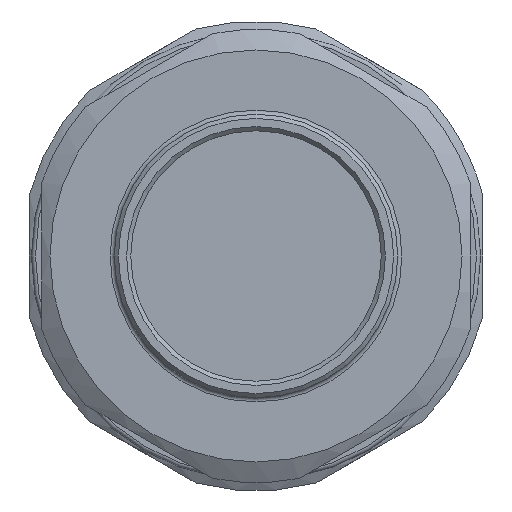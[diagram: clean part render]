
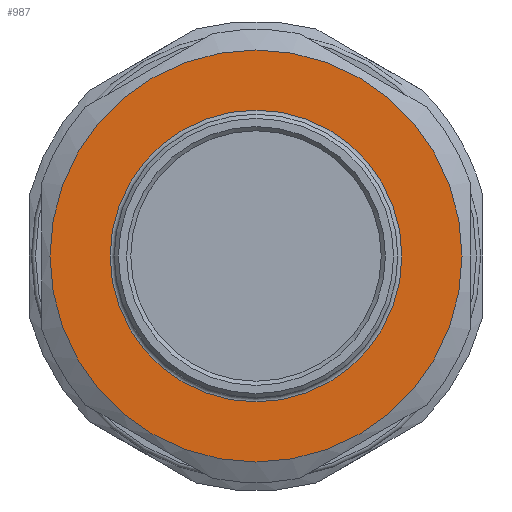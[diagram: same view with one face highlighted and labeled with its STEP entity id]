
A CAD part, front view. The second image highlights one B-rep face of the part: STEP entity #987.
In plain terms, the highlighted planar face has unit normal (0, -1, 0).
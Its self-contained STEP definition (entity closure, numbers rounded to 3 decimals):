
#53=FACE_BOUND('',#181,.T.);
#74=PLANE('',#1111);
#119=FACE_OUTER_BOUND('',#180,.T.);
#180=EDGE_LOOP('',(#764));
#181=EDGE_LOOP('',(#765));
#257=CIRCLE('',#1105,25.);
#263=CIRCLE('',#1112,17.7);
#420=VERTEX_POINT('',#1901);
#430=VERTEX_POINT('',#1934);
#540=EDGE_CURVE('',#420,#420,#257,.T.);
#551=EDGE_CURVE('',#430,#430,#263,.T.);
#764=ORIENTED_EDGE('',*,*,#540,.F.);
#765=ORIENTED_EDGE('',*,*,#551,.T.);
#987=ADVANCED_FACE('',(#119,#53),#74,.T.);
#1105=AXIS2_PLACEMENT_3D('',#1903,#1322,#1323);
#1111=AXIS2_PLACEMENT_3D('',#1933,#1334,#1335);
#1112=AXIS2_PLACEMENT_3D('',#1935,#1336,#1337);
#1322=DIRECTION('center_axis',(0.,1.,0.));
#1323=DIRECTION('ref_axis',(-1.,0.,0.));
#1334=DIRECTION('center_axis',(0.,-1.,0.));
#1335=DIRECTION('ref_axis',(0.,0.,-1.));
#1336=DIRECTION('center_axis',(0.,1.,0.));
#1337=DIRECTION('ref_axis',(-1.,0.,0.));
#1901=CARTESIAN_POINT('',(147.826,-107.873,148.472));
#1903=CARTESIAN_POINT('Origin',(122.826,-107.873,148.472));
#1933=CARTESIAN_POINT('Origin',(101.476,-107.873,148.472));
#1934=CARTESIAN_POINT('',(122.826,-107.873,130.772));
#1935=CARTESIAN_POINT('Origin',(122.826,-107.873,148.472));
